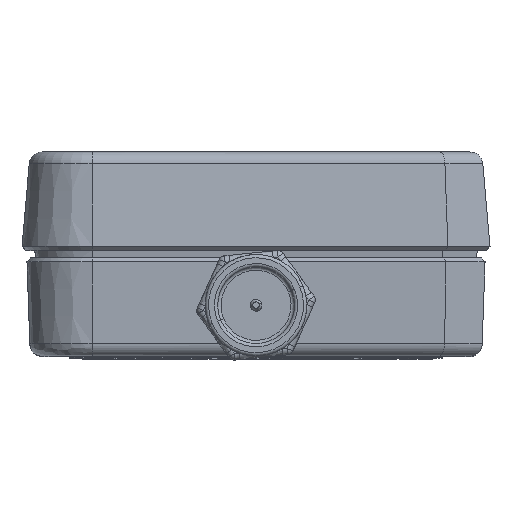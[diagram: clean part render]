
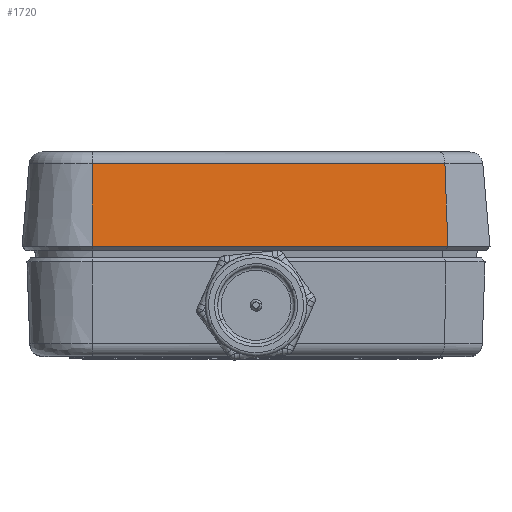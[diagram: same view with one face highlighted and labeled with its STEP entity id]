
A CAD part, top view. The second image highlights one B-rep face of the part: STEP entity #1720.
In plain terms, the highlighted planar face has unit normal (0, 0.087, 0.996).
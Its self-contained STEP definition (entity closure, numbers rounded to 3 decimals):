
#60 = EDGE_CURVE ( 'NONE', #28604, #1564, #15472, .T. ) ;
#1564 = VERTEX_POINT ( 'NONE', #27067 ) ;
#1720 = ADVANCED_FACE ( 'NONE', ( #19102 ), #53444, .T. ) ;
#2231 = CARTESIAN_POINT ( 'NONE',  ( -33.282, -0.125, 21.057 ) ) ;
#6003 = CARTESIAN_POINT ( 'NONE',  ( -33.282, 7.086, 20.427 ) ) ;
#6427 = CARTESIAN_POINT ( 'NONE',  ( -33.282, -0.125, 21.057 ) ) ;
#12096 = CARTESIAN_POINT ( 'NONE',  ( -33.282, 7.086, 20.427 ) ) ;
#13185 = VECTOR ( 'NONE', #56585, 1000. ) ;
#14149 = ORIENTED_EDGE ( 'NONE', *, *, #15799, .T. ) ;
#15210 = CARTESIAN_POINT ( 'NONE',  ( -33.282, 6.173, 20.506 ) ) ;
#15472 = LINE ( 'NONE', #32093, #39908 ) ;
#15799 = EDGE_CURVE ( 'NONE', #37769, #16580, #42177, .T. ) ;
#16580 = VERTEX_POINT ( 'NONE', #2231 ) ;
#17427 = EDGE_LOOP ( 'NONE', ( #42704, #14149, #18732, #23681 ) ) ;
#18280 = CARTESIAN_POINT ( 'NONE',  ( -6.13, -0.125, 21.056 ) ) ;
#18704 = AXIS2_PLACEMENT_3D ( 'NONE', #6003, #62563, #58523 ) ;
#18732 = ORIENTED_EDGE ( 'NONE', *, *, #57130, .F. ) ;
#19102 = FACE_OUTER_BOUND ( 'NONE', #17427, .T. ) ;
#23681 = ORIENTED_EDGE ( 'NONE', *, *, #60, .T. ) ;
#23787 = DIRECTION ( 'NONE',  ( -1., 0., 0. ) ) ;
#25156 = DIRECTION ( 'NONE',  ( -1., 0., 0. ) ) ;
#27067 = CARTESIAN_POINT ( 'NONE',  ( -6.358, 6.173, 20.505 ) ) ;
#28040 = DIRECTION ( 'NONE',  ( -0.036, 0.996, -0.087 ) ) ;
#28604 = VERTEX_POINT ( 'NONE', #18280 ) ;
#29342 = CARTESIAN_POINT ( 'NONE',  ( -33.282, 6.173, 20.506 ) ) ;
#32093 = CARTESIAN_POINT ( 'NONE',  ( -6.13, -0.125, 21.056 ) ) ;
#34590 = VECTOR ( 'NONE', #25156, 1000. ) ;
#37769 = VERTEX_POINT ( 'NONE', #29342 ) ;
#39908 = VECTOR ( 'NONE', #28040, 1000. ) ;
#42177 = LINE ( 'NONE', #12096, #13185 ) ;
#42704 = ORIENTED_EDGE ( 'NONE', *, *, #47506, .T. ) ;
#47500 = LINE ( 'NONE', #6427, #34590 ) ;
#47506 = EDGE_CURVE ( 'NONE', #1564, #37769, #53742, .T. ) ;
#53444 = PLANE ( 'NONE',  #18704 ) ;
#53742 = LINE ( 'NONE', #15210, #61320 ) ;
#56585 = DIRECTION ( 'NONE',  ( 0., -0.996, 0.087 ) ) ;
#57130 = EDGE_CURVE ( 'NONE', #28604, #16580, #47500, .T. ) ;
#58523 = DIRECTION ( 'NONE',  ( 1., 0., 0. ) ) ;
#61320 = VECTOR ( 'NONE', #23787, 1000. ) ;
#62563 = DIRECTION ( 'NONE',  ( 0., 0.087, 0.996 ) ) ;
